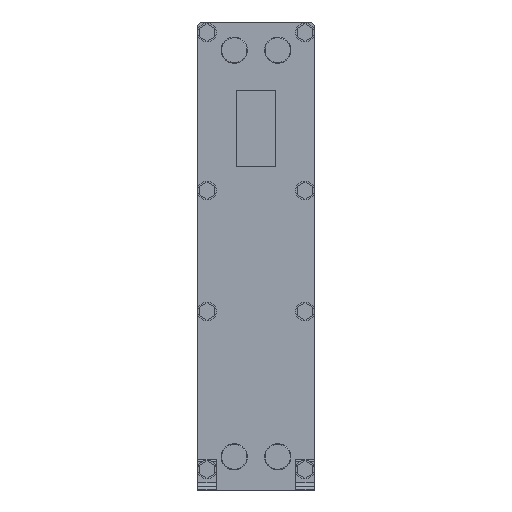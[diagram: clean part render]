
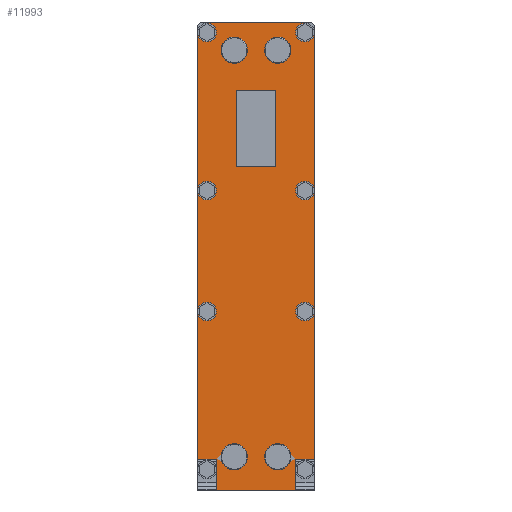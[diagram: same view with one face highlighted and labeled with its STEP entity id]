
A CAD part, front view. The second image highlights one B-rep face of the part: STEP entity #11993.
In plain terms, the highlighted planar face has unit normal (0, -1, 0).
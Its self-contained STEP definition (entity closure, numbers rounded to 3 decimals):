
#1225=FACE_BOUND('',#5038,.T.);
#1226=FACE_BOUND('',#5039,.T.);
#1227=FACE_BOUND('',#5040,.T.);
#1228=FACE_BOUND('',#5041,.T.);
#1229=FACE_BOUND('',#5042,.T.);
#1230=FACE_BOUND('',#5043,.T.);
#1231=FACE_BOUND('',#5044,.T.);
#1232=FACE_BOUND('',#5045,.T.);
#1233=FACE_BOUND('',#5046,.T.);
#1234=FACE_BOUND('',#5047,.T.);
#1235=FACE_BOUND('',#5048,.T.);
#1603=LINE('',#18196,#2955);
#1610=LINE('',#18213,#2962);
#1618=LINE('',#18238,#2970);
#1623=LINE('',#18251,#2975);
#1632=LINE('',#18274,#2984);
#1640=LINE('',#18299,#2992);
#1650=LINE('',#18341,#3002);
#1653=LINE('',#18346,#3005);
#1655=LINE('',#18350,#3007);
#1660=LINE('',#18363,#3012);
#1663=LINE('',#18368,#3015);
#1665=LINE('',#18372,#3017);
#1667=LINE('',#18375,#3019);
#1668=LINE('',#18378,#3020);
#1670=LINE('',#18382,#3022);
#1674=LINE('',#18387,#3026);
#1675=LINE('',#18389,#3027);
#1676=LINE('',#18391,#3028);
#2955=VECTOR('',#14385,1.);
#2962=VECTOR('',#14400,1.);
#2970=VECTOR('',#14428,1.);
#2975=VECTOR('',#14437,1.);
#2984=VECTOR('',#14460,1.);
#2992=VECTOR('',#14488,1.);
#3002=VECTOR('',#14522,10.);
#3005=VECTOR('',#14527,10.);
#3007=VECTOR('',#14531,10.);
#3012=VECTOR('',#14540,10.);
#3015=VECTOR('',#14545,10.);
#3017=VECTOR('',#14549,10.);
#3019=VECTOR('',#14553,10.);
#3020=VECTOR('',#14556,10.);
#3022=VECTOR('',#14560,1.);
#3026=VECTOR('',#14566,1.);
#3027=VECTOR('',#14569,10.);
#3028=VECTOR('',#14572,10.);
#4379=FACE_OUTER_BOUND('',#5037,.T.);
#5037=EDGE_LOOP('',(#9388,#9389,#9390,#9391,#9392,#9393,#9394,#9395,#9396,
#9397,#9398,#9399,#9400,#9401));
#5038=EDGE_LOOP('',(#9402));
#5039=EDGE_LOOP('',(#9403));
#5040=EDGE_LOOP('',(#9404));
#5041=EDGE_LOOP('',(#9405));
#5042=EDGE_LOOP('',(#9406));
#5043=EDGE_LOOP('',(#9407));
#5044=EDGE_LOOP('',(#9408));
#5045=EDGE_LOOP('',(#9409));
#5046=EDGE_LOOP('',(#9410));
#5047=EDGE_LOOP('',(#9411));
#5048=EDGE_LOOP('',(#9412,#9413,#9414,#9415));
#5619=CIRCLE('',#12541,15.);
#5621=CIRCLE('',#12558,15.);
#5623=CIRCLE('',#12563,21.2);
#5626=CIRCLE('',#12569,21.2);
#5629=CIRCLE('',#12575,15.);
#5631=CIRCLE('',#12586,15.);
#5633=CIRCLE('',#12603,15.);
#5635=CIRCLE('',#12614,15.);
#5643=CIRCLE('',#12637,21.2);
#5646=CIRCLE('',#12643,21.2);
#6295=VERTEX_POINT('',#17782);
#6315=VERTEX_POINT('',#17849);
#6317=VERTEX_POINT('',#17856);
#6320=VERTEX_POINT('',#17865);
#6329=VERTEX_POINT('',#17886);
#6343=VERTEX_POINT('',#17929);
#6363=VERTEX_POINT('',#17996);
#6377=VERTEX_POINT('',#18039);
#6399=VERTEX_POINT('',#18107);
#6402=VERTEX_POINT('',#18116);
#6423=VERTEX_POINT('',#18180);
#6427=VERTEX_POINT('',#18192);
#6428=VERTEX_POINT('',#18194);
#6441=VERTEX_POINT('',#18236);
#6442=VERTEX_POINT('',#18240);
#6446=VERTEX_POINT('',#18248);
#6447=VERTEX_POINT('',#18250);
#6461=VERTEX_POINT('',#18297);
#6480=VERTEX_POINT('',#18338);
#6481=VERTEX_POINT('',#18340);
#6482=VERTEX_POINT('',#18344);
#6483=VERTEX_POINT('',#18348);
#6488=VERTEX_POINT('',#18361);
#6489=VERTEX_POINT('',#18362);
#6490=VERTEX_POINT('',#18367);
#6491=VERTEX_POINT('',#18371);
#6492=VERTEX_POINT('',#18377);
#6493=VERTEX_POINT('',#18381);
#7307=EDGE_CURVE('',#6295,#6295,#5619,.T.);
#7339=EDGE_CURVE('',#6315,#6315,#5621,.T.);
#7341=EDGE_CURVE('',#6317,#6317,#5623,.T.);
#7344=EDGE_CURVE('',#6320,#6320,#5626,.T.);
#7353=EDGE_CURVE('',#6329,#6329,#5629,.T.);
#7373=EDGE_CURVE('',#6343,#6343,#5631,.T.);
#7405=EDGE_CURVE('',#6363,#6363,#5633,.T.);
#7425=EDGE_CURVE('',#6377,#6377,#5635,.T.);
#7456=EDGE_CURVE('',#6399,#6399,#5643,.T.);
#7459=EDGE_CURVE('',#6402,#6402,#5646,.T.);
#7496=EDGE_CURVE('',#6427,#6428,#1603,.T.);
#7505=EDGE_CURVE('',#6428,#6423,#1610,.T.);
#7517=EDGE_CURVE('',#6441,#6427,#1618,.T.);
#7522=EDGE_CURVE('',#6447,#6446,#1623,.T.);
#7535=EDGE_CURVE('',#6442,#6447,#1632,.T.);
#7547=EDGE_CURVE('',#6446,#6461,#1640,.T.);
#7567=EDGE_CURVE('',#6481,#6480,#1650,.T.);
#7570=EDGE_CURVE('',#6480,#6482,#1653,.T.);
#7572=EDGE_CURVE('',#6482,#6483,#1655,.T.);
#7577=EDGE_CURVE('',#6488,#6489,#1660,.T.);
#7580=EDGE_CURVE('',#6489,#6490,#1663,.T.);
#7582=EDGE_CURVE('',#6490,#6491,#1665,.T.);
#7584=EDGE_CURVE('',#6491,#6488,#1667,.T.);
#7585=EDGE_CURVE('',#6483,#6492,#1668,.T.);
#7587=EDGE_CURVE('',#6493,#6481,#1670,.T.);
#7591=EDGE_CURVE('',#6461,#6441,#1674,.T.);
#7592=EDGE_CURVE('',#6492,#6442,#1675,.T.);
#7593=EDGE_CURVE('',#6423,#6493,#1676,.T.);
#9388=ORIENTED_EDGE('',*,*,#7505,.T.);
#9389=ORIENTED_EDGE('',*,*,#7593,.T.);
#9390=ORIENTED_EDGE('',*,*,#7587,.T.);
#9391=ORIENTED_EDGE('',*,*,#7567,.T.);
#9392=ORIENTED_EDGE('',*,*,#7570,.T.);
#9393=ORIENTED_EDGE('',*,*,#7572,.T.);
#9394=ORIENTED_EDGE('',*,*,#7585,.T.);
#9395=ORIENTED_EDGE('',*,*,#7592,.T.);
#9396=ORIENTED_EDGE('',*,*,#7535,.T.);
#9397=ORIENTED_EDGE('',*,*,#7522,.T.);
#9398=ORIENTED_EDGE('',*,*,#7547,.T.);
#9399=ORIENTED_EDGE('',*,*,#7591,.T.);
#9400=ORIENTED_EDGE('',*,*,#7517,.T.);
#9401=ORIENTED_EDGE('',*,*,#7496,.T.);
#9402=ORIENTED_EDGE('',*,*,#7307,.T.);
#9403=ORIENTED_EDGE('',*,*,#7339,.T.);
#9404=ORIENTED_EDGE('',*,*,#7341,.T.);
#9405=ORIENTED_EDGE('',*,*,#7344,.T.);
#9406=ORIENTED_EDGE('',*,*,#7353,.T.);
#9407=ORIENTED_EDGE('',*,*,#7373,.T.);
#9408=ORIENTED_EDGE('',*,*,#7405,.T.);
#9409=ORIENTED_EDGE('',*,*,#7425,.T.);
#9410=ORIENTED_EDGE('',*,*,#7456,.T.);
#9411=ORIENTED_EDGE('',*,*,#7459,.T.);
#9412=ORIENTED_EDGE('',*,*,#7584,.T.);
#9413=ORIENTED_EDGE('',*,*,#7577,.T.);
#9414=ORIENTED_EDGE('',*,*,#7580,.T.);
#9415=ORIENTED_EDGE('',*,*,#7582,.T.);
#11504=PLANE('',#12724);
#11993=ADVANCED_FACE('',(#4379,#1225,#1226,#1227,#1228,#1229,#1230,#1231,
#1232,#1233,#1234,#1235),#11504,.F.);
#12541=AXIS2_PLACEMENT_3D('',#17783,#13979,#13980);
#12558=AXIS2_PLACEMENT_3D('',#17850,#14043,#14044);
#12563=AXIS2_PLACEMENT_3D('',#17857,#14053,#14054);
#12569=AXIS2_PLACEMENT_3D('',#17866,#14065,#14066);
#12575=AXIS2_PLACEMENT_3D('',#17887,#14083,#14084);
#12586=AXIS2_PLACEMENT_3D('',#17930,#14123,#14124);
#12603=AXIS2_PLACEMENT_3D('',#17997,#14187,#14188);
#12614=AXIS2_PLACEMENT_3D('',#18040,#14227,#14228);
#12637=AXIS2_PLACEMENT_3D('',#18108,#14296,#14297);
#12643=AXIS2_PLACEMENT_3D('',#18117,#14308,#14309);
#12724=AXIS2_PLACEMENT_3D('',#18392,#14573,#14574);
#13979=DIRECTION('center_axis',(0.,1.,0.));
#13980=DIRECTION('ref_axis',(-1.,0.,0.));
#14043=DIRECTION('center_axis',(0.,1.,0.));
#14044=DIRECTION('ref_axis',(-1.,0.,0.));
#14053=DIRECTION('center_axis',(0.,1.,0.));
#14054=DIRECTION('ref_axis',(-1.,0.,0.));
#14065=DIRECTION('center_axis',(0.,1.,0.));
#14066=DIRECTION('ref_axis',(-1.,0.,0.));
#14083=DIRECTION('center_axis',(0.,1.,0.));
#14084=DIRECTION('ref_axis',(-1.,0.,0.));
#14123=DIRECTION('center_axis',(0.,1.,0.));
#14124=DIRECTION('ref_axis',(-1.,0.,0.));
#14187=DIRECTION('center_axis',(0.,1.,0.));
#14188=DIRECTION('ref_axis',(-1.,0.,0.));
#14227=DIRECTION('center_axis',(0.,1.,0.));
#14228=DIRECTION('ref_axis',(-1.,0.,0.));
#14296=DIRECTION('center_axis',(0.,1.,0.));
#14297=DIRECTION('ref_axis',(-1.,0.,0.));
#14308=DIRECTION('center_axis',(0.,1.,0.));
#14309=DIRECTION('ref_axis',(-1.,0.,0.));
#14385=DIRECTION('',(1.,0.,0.));
#14400=DIRECTION('',(0.,0.,-1.));
#14428=DIRECTION('',(0.,0.,1.));
#14437=DIRECTION('',(1.,0.,0.));
#14460=DIRECTION('',(0.,0.,1.));
#14488=DIRECTION('',(0.,0.,-1.));
#14522=DIRECTION('',(-0.707,0.,0.707));
#14527=DIRECTION('',(-1.,0.,0.));
#14531=DIRECTION('',(-0.707,0.,-0.707));
#14540=DIRECTION('',(1.,0.,0.));
#14545=DIRECTION('',(0.,0.,-1.));
#14549=DIRECTION('',(-1.,0.,0.));
#14553=DIRECTION('',(0.,0.,1.));
#14556=DIRECTION('',(0.,0.,-1.));
#14560=DIRECTION('',(0.,0.,1.));
#14566=DIRECTION('',(1.,0.,0.));
#14569=DIRECTION('',(0.707,0.,-0.707));
#14572=DIRECTION('',(0.707,0.,0.707));
#14573=DIRECTION('center_axis',(0.,1.,0.));
#14574=DIRECTION('ref_axis',(-1.,0.,0.));
#17782=CARTESIAN_POINT('',(94.,-25.,738.));
#17783=CARTESIAN_POINT('Origin',(79.,-25.,738.));
#17849=CARTESIAN_POINT('',(-64.,-25.,738.));
#17850=CARTESIAN_POINT('Origin',(-79.,-25.,738.));
#17856=CARTESIAN_POINT('',(56.2,-25.,709.5));
#17857=CARTESIAN_POINT('Origin',(35.,-25.,709.5));
#17865=CARTESIAN_POINT('',(-13.8,-25.,709.5));
#17866=CARTESIAN_POINT('Origin',(-35.,-25.,709.5));
#17886=CARTESIAN_POINT('',(94.,-25.,483.));
#17887=CARTESIAN_POINT('Origin',(79.,-25.,483.));
#17929=CARTESIAN_POINT('',(94.,-25.,288.));
#17930=CARTESIAN_POINT('Origin',(79.,-25.,288.));
#17996=CARTESIAN_POINT('',(-64.,-25.,288.));
#17997=CARTESIAN_POINT('Origin',(-79.,-25.,288.));
#18039=CARTESIAN_POINT('',(-64.,-25.,483.));
#18040=CARTESIAN_POINT('Origin',(-79.,-25.,483.));
#18107=CARTESIAN_POINT('',(56.2,-25.,53.5));
#18108=CARTESIAN_POINT('Origin',(35.,-25.,53.5));
#18116=CARTESIAN_POINT('',(-13.8,-25.,53.5));
#18117=CARTESIAN_POINT('Origin',(-35.,-25.,53.5));
#18180=CARTESIAN_POINT('',(94.,-25.,4.));
#18192=CARTESIAN_POINT('',(64.,-25.,50.));
#18194=CARTESIAN_POINT('',(94.,-25.,50.));
#18196=CARTESIAN_POINT('',(0.,-25.,50.));
#18213=CARTESIAN_POINT('',(94.,-25.,28.928));
#18236=CARTESIAN_POINT('',(64.,-25.,0.));
#18238=CARTESIAN_POINT('',(64.,-25.,28.928));
#18240=CARTESIAN_POINT('',(-94.,-25.,4.));
#18248=CARTESIAN_POINT('',(-64.,-25.,50.));
#18250=CARTESIAN_POINT('',(-94.,-25.,50.));
#18251=CARTESIAN_POINT('',(0.,-25.,50.));
#18274=CARTESIAN_POINT('',(-94.,-25.,28.928));
#18297=CARTESIAN_POINT('',(-64.,-25.,0.));
#18299=CARTESIAN_POINT('',(-64.,-25.,28.928));
#18338=CARTESIAN_POINT('',(90.,-25.,755.));
#18340=CARTESIAN_POINT('',(95.,-25.,750.));
#18341=CARTESIAN_POINT('',(90.,-25.,755.));
#18344=CARTESIAN_POINT('',(-90.,-25.,755.));
#18346=CARTESIAN_POINT('',(-90.,-25.,755.));
#18348=CARTESIAN_POINT('',(-95.,-25.,750.));
#18350=CARTESIAN_POINT('',(-95.,-25.,750.));
#18361=CARTESIAN_POINT('',(-32.25,-25.,645.));
#18362=CARTESIAN_POINT('',(32.25,-25.,645.));
#18363=CARTESIAN_POINT('',(-16.125,-25.,645.));
#18367=CARTESIAN_POINT('',(32.25,-25.,521.2));
#18368=CARTESIAN_POINT('',(32.25,-25.,581.75));
#18371=CARTESIAN_POINT('',(-32.25,-25.,521.2));
#18372=CARTESIAN_POINT('',(16.125,-25.,521.2));
#18375=CARTESIAN_POINT('',(-32.25,-25.,519.85));
#18377=CARTESIAN_POINT('',(-95.,-25.,5.));
#18378=CARTESIAN_POINT('',(-95.,-25.,5.));
#18381=CARTESIAN_POINT('',(95.,-25.,5.));
#18382=CARTESIAN_POINT('',(95.,-25.,86.147));
#18387=CARTESIAN_POINT('',(-45.,-25.,0.));
#18389=CARTESIAN_POINT('',(-90.,-25.,0.));
#18391=CARTESIAN_POINT('',(95.,-25.,5.));
#18392=CARTESIAN_POINT('Origin',(0.,-25.,43.073));
